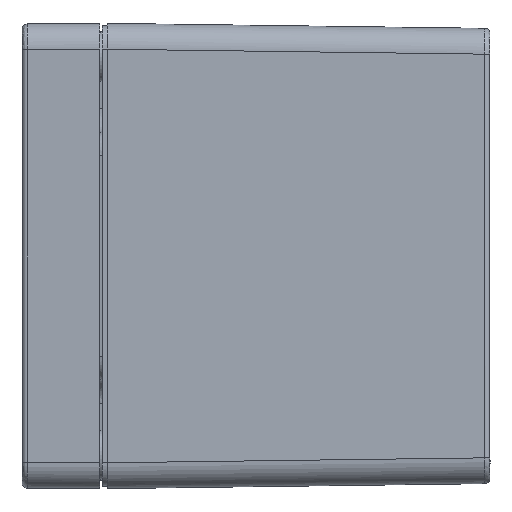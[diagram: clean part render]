
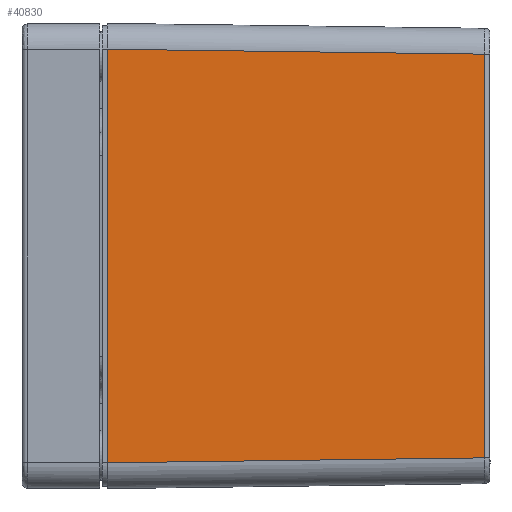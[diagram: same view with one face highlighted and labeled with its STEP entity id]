
A CAD part, left-side view. The second image highlights one B-rep face of the part: STEP entity #40830.
In plain terms, the highlighted planar face has unit normal (-1, -0.013, 0).
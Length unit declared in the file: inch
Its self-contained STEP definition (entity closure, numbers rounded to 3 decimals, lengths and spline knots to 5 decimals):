
#930 = LINE ( 'NONE', #49118, #22368 ) ;
#1616 = LINE ( 'NONE', #26652, #32196 ) ;
#5957 = VECTOR ( 'NONE', #37230, 39.37008 ) ;
#6632 = AXIS2_PLACEMENT_3D ( 'NONE', #31394, #47606, #11144 ) ;
#11144 = DIRECTION ( 'NONE',  ( -0.013, 1., 0. ) ) ;
#14836 = VERTEX_POINT ( 'NONE', #20288 ) ;
#15134 = PLANE ( 'NONE',  #6632 ) ;
#15544 = VERTEX_POINT ( 'NONE', #48892 ) ;
#17269 = CARTESIAN_POINT ( 'NONE',  ( -0.4628, -2.9139, 2.8309 ) ) ;
#18010 = EDGE_LOOP ( 'NONE', ( #42561, #51327, #50918, #40125 ) ) ;
#20288 = CARTESIAN_POINT ( 'NONE',  ( -0.4628, -2.9139, 2.8309 ) ) ;
#21240 = EDGE_CURVE ( 'NONE', #14836, #15544, #40711, .T. ) ;
#22368 = VECTOR ( 'NONE', #45659, 39.37008 ) ;
#24310 = VECTOR ( 'NONE', #25259, 39.37008 ) ;
#25256 = CARTESIAN_POINT ( 'NONE',  ( -0.50044, -0.03864, -0.28009 ) ) ;
#25259 = DIRECTION ( 'NONE',  ( -0.013, 1., 0.013 ) ) ;
#25896 = EDGE_CURVE ( 'NONE', #15544, #28972, #1616, .T. ) ;
#26652 = CARTESIAN_POINT ( 'NONE',  ( -0.50043, -0.03937, -0.47743 ) ) ;
#28810 = EDGE_CURVE ( 'NONE', #44849, #28972, #51627, .T. ) ;
#28972 = VERTEX_POINT ( 'NONE', #42809 ) ;
#31162 = EDGE_CURVE ( 'NONE', #14836, #44849, #930, .T. ) ;
#31394 = CARTESIAN_POINT ( 'NONE',  ( -0.50095, 0., -0.47743 ) ) ;
#32196 = VECTOR ( 'NONE', #50066, 39.37008 ) ;
#37230 = DIRECTION ( 'NONE',  ( -0.013, 1., -0.013 ) ) ;
#39378 = FACE_OUTER_BOUND ( 'NONE', #18010, .T. ) ;
#40125 = ORIENTED_EDGE ( 'NONE', *, *, #28810, .F. ) ;
#40711 = LINE ( 'NONE', #17269, #24310 ) ;
#40830 = ADVANCED_FACE ( 'NONE', ( #39378 ), #15134, .T. ) ;
#41849 = CARTESIAN_POINT ( 'NONE',  ( -0.4628, -2.9139, -0.24245 ) ) ;
#42561 = ORIENTED_EDGE ( 'NONE', *, *, #31162, .F. ) ;
#42809 = CARTESIAN_POINT ( 'NONE',  ( -0.50043, -0.03937, -0.28008 ) ) ;
#44849 = VERTEX_POINT ( 'NONE', #41849 ) ;
#45659 = DIRECTION ( 'NONE',  ( 0., 0., -1. ) ) ;
#47606 = DIRECTION ( 'NONE',  ( -1., -0.013, 0. ) ) ;
#48892 = CARTESIAN_POINT ( 'NONE',  ( -0.50043, -0.03937, 2.86853 ) ) ;
#49118 = CARTESIAN_POINT ( 'NONE',  ( -0.4628, -2.9139, 0.4084 ) ) ;
#50066 = DIRECTION ( 'NONE',  ( 0., 0., -1. ) ) ;
#50918 = ORIENTED_EDGE ( 'NONE', *, *, #25896, .T. ) ;
#51327 = ORIENTED_EDGE ( 'NONE', *, *, #21240, .T. ) ;
#51627 = LINE ( 'NONE', #25256, #5957 ) ;
